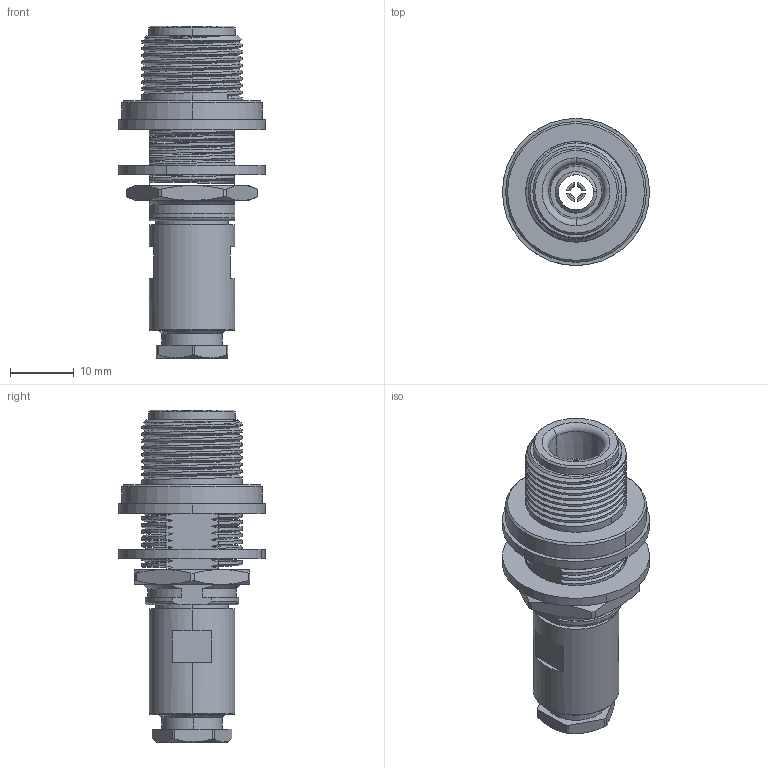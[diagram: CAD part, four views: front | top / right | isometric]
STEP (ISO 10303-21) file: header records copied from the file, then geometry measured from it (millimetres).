
FILE_DESCRIPTION (( 'STEP AP214' ), '1' );
FILE_NAME ('25-291-P3-AW.STEP', '2025-02-27T11:33:13', ( '' ), ( '' ), 'SwSTEP 2.0', 'SolidWorks 2024', '' );
FILE_SCHEMA (( 'AUTOMOTIVE_DESIGN' ));
Length unit declared in the file: millimetre
Products named in the file (1): 25-291-P3-AW
Bounding box: 23 x 23 x 51.92 mm (x, y, z)
Surface area: 5531.1 mm2 (no closed solid volume)
Topology: 0 solids, 12 shells, 231 faces, 942 edges, 707 vertices
Faces by surface type: cylinder 92, cone 56, plane 50, bspline 28, torus 5
Entity records: 24078 total; most frequent: CARTESIAN_POINT 17335, ORIENTED_EDGE 1476, DIRECTION 1154, EDGE_CURVE 942, VERTEX_POINT 707, AXIS2_PLACEMENT_3D 457, B_SPLINE_CURVE_WITH_KNOTS 321, CIRCLE 253
